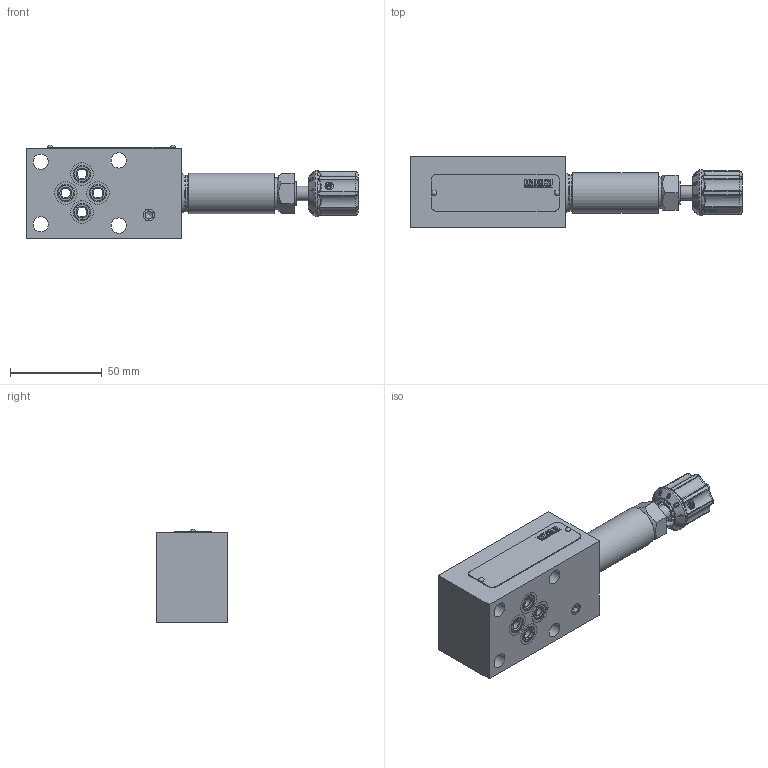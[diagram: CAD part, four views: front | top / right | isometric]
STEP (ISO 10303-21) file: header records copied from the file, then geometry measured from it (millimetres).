
FILE_DESCRIPTION (( 'STEP AP214' ), '1' );
FILE_NAME ('DB1000-6B-P-...-D.STEP', '2022-10-11T15:26:39', ( '' ), ( '' ), 'SwSTEP 2.0', 'SolidWorks 2020', '' );
FILE_SCHEMA (( 'AUTOMOTIVE_DESIGN' ));
Length unit declared in the file: millimetre
Products named in the file (1): DB1000-6B-P-...-D
Bounding box: 180.9 x 39.08 x 51.1 mm (x, y, z)
Volume: 181603.3 mm3; surface area: 35068.6 mm2
Topology: 1 solids, 4 shells, 856 faces, 2158 edges, 1380 vertices
Faces by surface type: plane 434, bspline 269, cylinder 112, cone 41
Full cylindrical faces by diameter (mm): 1 x1, 1.7 x2, 2.35 x1, 3.9 x1, 5 x2, 5.2 x5, 5.8 x4, 6.466 x2, 6.5 x1, 8 x1, 8.3 x4, 8.5 x2, 9.4 x4, 9.5 x4, 11 x1, 12.3 x4, 12.35 x4, 12.9 x1, 17 x1, 17.3 x1, 17.4 x1, 19.7 x1, 22 x1, 25.2 x1
Entity records: 35156 total; most frequent: CARTESIAN_POINT 17571, ORIENTED_EDGE 3990, DIRECTION 2705, EDGE_CURVE 1995, VERTEX_POINT 1332, EDGE_LOOP 1053, LINE 983, VECTOR 983
